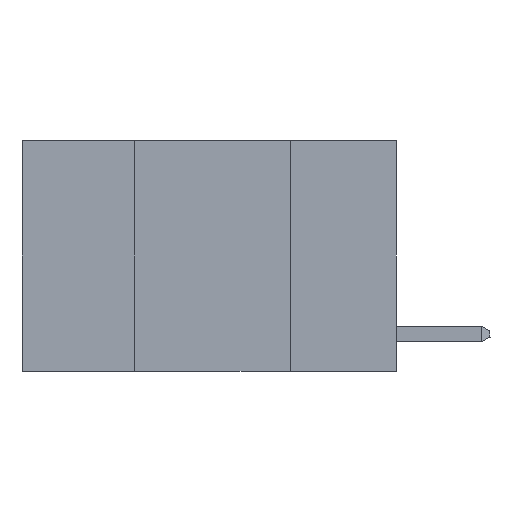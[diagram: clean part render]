
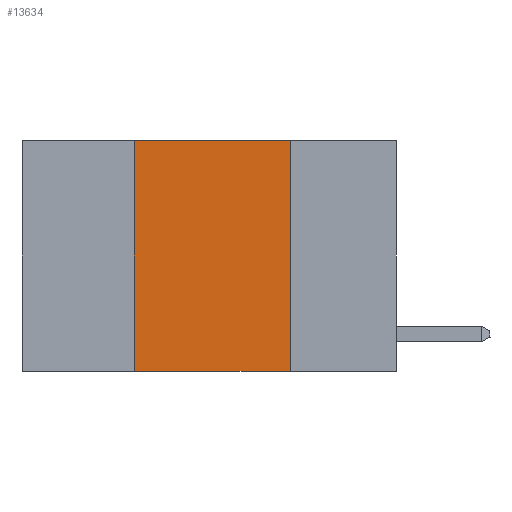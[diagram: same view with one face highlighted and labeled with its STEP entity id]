
A CAD part, left-side view. The second image highlights one B-rep face of the part: STEP entity #13634.
In plain terms, the highlighted planar face has unit normal (-1, 0, 0).
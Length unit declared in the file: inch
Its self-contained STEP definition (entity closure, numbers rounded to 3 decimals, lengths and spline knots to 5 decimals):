
#137 = VERTEX_POINT ( 'NONE', #2037 ) ;
#897 = VECTOR ( 'NONE', #14172, 39.37008 ) ;
#1055 = CARTESIAN_POINT ( 'NONE',  ( 0., 0.6, 0. ) ) ;
#2037 = CARTESIAN_POINT ( 'NONE',  ( 0., 0.42, -0.37 ) ) ;
#2082 = DIRECTION ( 'NONE',  ( 0., 0., -1. ) ) ;
#2467 = VERTEX_POINT ( 'NONE', #10456 ) ;
#2707 = EDGE_CURVE ( 'NONE', #137, #13768, #20374, .T. ) ;
#3093 = EDGE_CURVE ( 'NONE', #13768, #2467, #26150, .T. ) ;
#3656 = ORIENTED_EDGE ( 'NONE', *, *, #3093, .F. ) ;
#3794 = EDGE_LOOP ( 'NONE', ( #15195, #3656, #11485, #7107 ) ) ;
#4877 = EDGE_CURVE ( 'NONE', #137, #7252, #21981, .T. ) ;
#7107 = ORIENTED_EDGE ( 'NONE', *, *, #4877, .T. ) ;
#7252 = VERTEX_POINT ( 'NONE', #16741 ) ;
#10456 = CARTESIAN_POINT ( 'NONE',  ( 0., 0.17, 0. ) ) ;
#10982 = FACE_OUTER_BOUND ( 'NONE', #3794, .T. ) ;
#11485 = ORIENTED_EDGE ( 'NONE', *, *, #2707, .F. ) ;
#11735 = VECTOR ( 'NONE', #22352, 39.37008 ) ;
#12032 = LINE ( 'NONE', #14017, #13571 ) ;
#13571 = VECTOR ( 'NONE', #2082, 39.37008 ) ;
#13595 = VECTOR ( 'NONE', #23901, 39.37008 ) ;
#13634 = ADVANCED_FACE ( 'NONE', ( #10982 ), #19066, .F. ) ;
#13768 = VERTEX_POINT ( 'NONE', #25412 ) ;
#14017 = CARTESIAN_POINT ( 'NONE',  ( 0., 0.17, 0. ) ) ;
#14172 = DIRECTION ( 'NONE',  ( 0., -1., 0. ) ) ;
#15195 = ORIENTED_EDGE ( 'NONE', *, *, #19948, .F. ) ;
#16741 = CARTESIAN_POINT ( 'NONE',  ( 0., 0.17, -0.37 ) ) ;
#17183 = DIRECTION ( 'NONE',  ( 1., 0., 0. ) ) ;
#17614 = AXIS2_PLACEMENT_3D ( 'NONE', #1055, #17183, #20456 ) ;
#19066 = PLANE ( 'NONE',  #17614 ) ;
#19948 = EDGE_CURVE ( 'NONE', #2467, #7252, #12032, .T. ) ;
#20374 = LINE ( 'NONE', #23928, #11735 ) ;
#20456 = DIRECTION ( 'NONE',  ( 0., 0., -1. ) ) ;
#21723 = CARTESIAN_POINT ( 'NONE',  ( 0., 0.6, -0.37 ) ) ;
#21981 = LINE ( 'NONE', #21723, #897 ) ;
#22352 = DIRECTION ( 'NONE',  ( 0., 0., 1. ) ) ;
#23901 = DIRECTION ( 'NONE',  ( 0., -1., 0. ) ) ;
#23928 = CARTESIAN_POINT ( 'NONE',  ( 0., 0.42, 0. ) ) ;
#24301 = CARTESIAN_POINT ( 'NONE',  ( 0., 0.6, 0. ) ) ;
#25412 = CARTESIAN_POINT ( 'NONE',  ( 0., 0.42, 0. ) ) ;
#26150 = LINE ( 'NONE', #24301, #13595 ) ;
